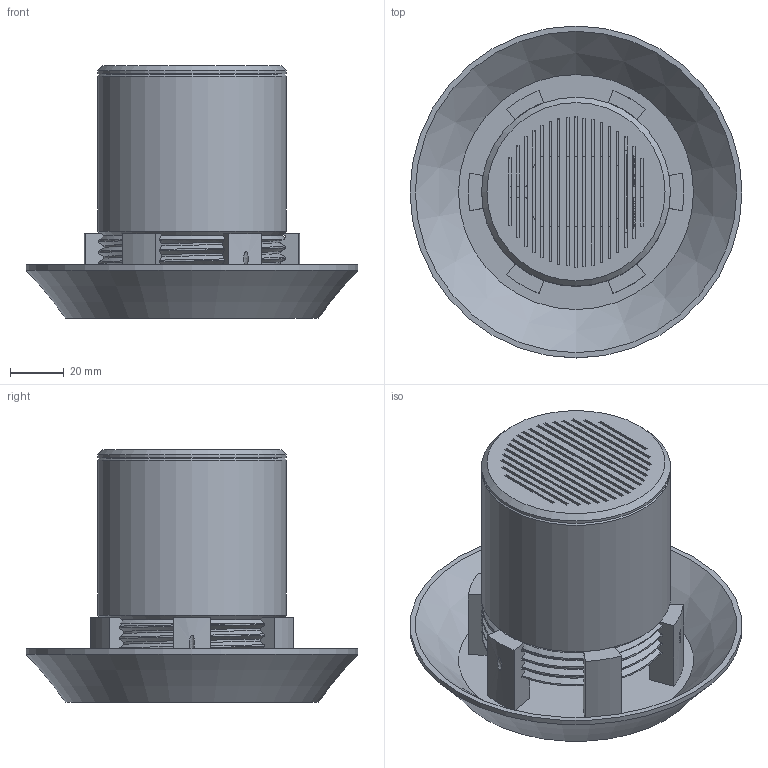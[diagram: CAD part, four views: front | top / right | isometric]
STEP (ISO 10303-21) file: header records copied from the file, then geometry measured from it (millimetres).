
FILE_DESCRIPTION(/* description */ (''),/* implementation_level */ '2;1');
FILE_NAME(/* name */ 'WS-Tiny v4.step',/* time_stamp */ '2025-11-01T17:10:13+01:00',/* author */ (''),/* organization */ (''),/* preprocessor_version */ 'ST-DEVELOPER v20.1',/* originating_system */ 'Autodesk Translation Framework v14.17.0.0',/* authorisation */ '');
FILE_SCHEMA (('AUTOMOTIVE_DESIGN { 1 0 10303 214 3 1 1 }'));
Length unit declared in the file: millimetre
Products named in the file (38): WS-Tiny; ChirpNode-STM-RFM95-WS-V02 a v14; Board; Packages; CHIPLED_0603; LGA8; PUSHBUTTON_SMD_2; SOP95P292X110-6N; SOP65P660X120-8N; FDS6679AZ; SOT95P280X110-6N; CHIP-LED0603; User Library-LED_0603_G_Pocket002; User Library-LED_0603_G_Pad004; User Library-LED_0603_G_Fillet; User Library-LED_0603_G_Pocket001; User Library-LED_0603_G_Pad; SOIC127P582X165-8N; SMB; CHIP-LED0603 (1); C0402; C0603; R0402; TQFP48; SOT23; RFM95W; QFN 28 v2; SMD Crystal v1; CAP 0403 v1; CAP Ceramic 0403 v1; Res 0403 v1; CAP ML 0403 v1; SOT-323 v1; Inductor SMD 0403 v1; SOT-363 v1; SOT95P280X125-5N; WS-Tiny-Sonnenschutz; WS-Tiny-Dose
Assembly tree (86 placements, depth 5):
  WS-Tiny
    ChirpNode-STM-RFM95-WS-V02 a v14
      Board
      Packages
        CHIPLED_0603
        LGA8
        PUSHBUTTON_SMD_2
        SOP95P292X110-6N
        SOP65P660X120-8N
        FDS6679AZ
        SOT95P280X110-6N
        CHIP-LED0603
          User Library-LED_0603_G_Pocket002
          User Library-LED_0603_G_Pad004
          User Library-LED_0603_G_Fillet
          User Library-LED_0603_G_Pocket001
          User Library-LED_0603_G_Pad
        SOIC127P582X165-8N
        SMB
        CHIP-LED0603 (1)  x2
        C0402  x9
        C0603  x2
        R0402  x15
        TQFP48
        SOT23
        RFM95W
          QFN 28 v2
          SMD Crystal v1
          CAP 0403 v1  x8
          CAP Ceramic 0403 v1  x8
          Res 0403 v1  x4
          CAP ML 0403 v1  x5
          SOT-323 v1
          Inductor SMD 0403 v1  x5
          SOT-363 v1
        SOT95P280X125-5N
    WS-Tiny-Sonnenschutz
    WS-Tiny-Dose
Bounding box: 123.05 x 123.05 x 93.7 mm (x, y, z)
Volume: 148976.3 mm3; surface area: 110492.1 mm2
Topology: 143 solids, 144 shells, 5789 faces, 14186 edges, 8671 vertices
Faces by surface type: plane 3039, cylinder 1953, sphere 600, bspline 149, torus 43, cone 5
Full cylindrical faces by diameter (mm): 0.08 x1, 0.2 x80, 0.25 x21, 0.3 x23, 0.316 x1, 0.35 x12, 0.4 x1, 0.5 x2, 0.8 x16, 0.813 x2, 1 x22, 1.016 x4, 58 x1, 60.126 x1, 60.5 x1, 60.97 x2, 64 x1, 65.126 x2, 65.446 x2, 69.703 x3, 70 x2, 123.053 x1
Entity records: 123076 total; most frequent: CARTESIAN_POINT 30713, ORIENTED_EDGE 18579, DIRECTION 17859, EDGE_CURVE 9290, LINE 6759, VECTOR 6759, VERTEX_POINT 6071, AXIS2_PLACEMENT_3D 5550
